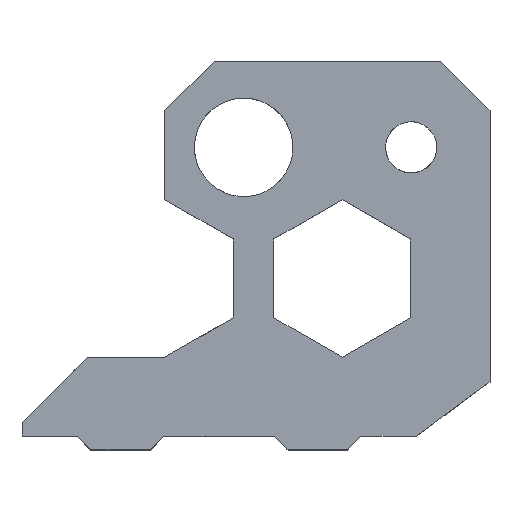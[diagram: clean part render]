
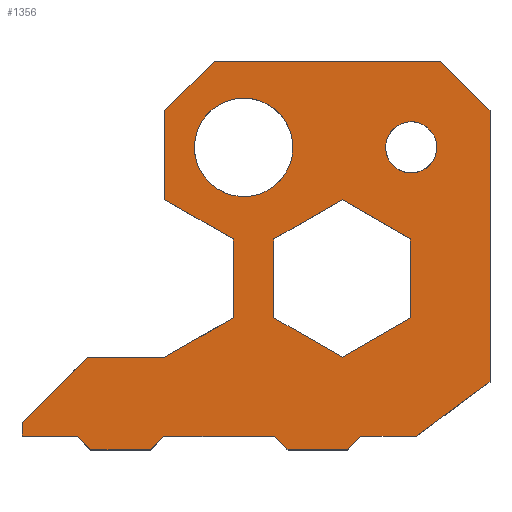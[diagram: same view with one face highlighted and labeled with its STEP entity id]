
A CAD part, top view. The second image highlights one B-rep face of the part: STEP entity #1356.
In plain terms, the highlighted planar face has unit normal (0, 0, 1).
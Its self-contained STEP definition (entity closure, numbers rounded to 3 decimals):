
#35=FACE_BOUND('',#150,.T.);
#36=FACE_BOUND('',#151,.T.);
#37=FACE_BOUND('',#152,.T.);
#49=CIRCLE('',#1429,2.6);
#50=CIRCLE('',#1430,5.);
#79=FACE_OUTER_BOUND('',#149,.T.);
#149=EDGE_LOOP('',(#914,#915,#916,#917,#918,#919,#920,#921,#922,#923,#924,
#925,#926,#927,#928,#929,#930,#931,#932,#933,#934));
#150=EDGE_LOOP('',(#935));
#151=EDGE_LOOP('',(#936,#937,#938,#939,#940,#941));
#152=EDGE_LOOP('',(#942));
#245=LINE('',#1931,#410);
#247=LINE('',#1935,#412);
#248=LINE('',#1937,#413);
#249=LINE('',#1939,#414);
#250=LINE('',#1941,#415);
#251=LINE('',#1943,#416);
#252=LINE('',#1945,#417);
#253=LINE('',#1947,#418);
#254=LINE('',#1949,#419);
#255=LINE('',#1951,#420);
#256=LINE('',#1953,#421);
#257=LINE('',#1955,#422);
#258=LINE('',#1957,#423);
#259=LINE('',#1959,#424);
#260=LINE('',#1961,#425);
#261=LINE('',#1963,#426);
#262=LINE('',#1965,#427);
#263=LINE('',#1967,#428);
#264=LINE('',#1969,#429);
#265=LINE('',#1971,#430);
#266=LINE('',#1972,#431);
#267=LINE('',#1977,#432);
#268=LINE('',#1979,#433);
#269=LINE('',#1981,#434);
#270=LINE('',#1983,#435);
#271=LINE('',#1985,#436);
#272=LINE('',#1986,#437);
#410=VECTOR('',#1551,10.);
#412=VECTOR('',#1555,10.);
#413=VECTOR('',#1556,10.);
#414=VECTOR('',#1557,10.);
#415=VECTOR('',#1558,10.);
#416=VECTOR('',#1559,10.);
#417=VECTOR('',#1560,10.);
#418=VECTOR('',#1561,10.);
#419=VECTOR('',#1562,10.);
#420=VECTOR('',#1563,10.);
#421=VECTOR('',#1564,10.);
#422=VECTOR('',#1565,10.);
#423=VECTOR('',#1566,10.);
#424=VECTOR('',#1567,10.);
#425=VECTOR('',#1568,10.);
#426=VECTOR('',#1569,10.);
#427=VECTOR('',#1570,10.);
#428=VECTOR('',#1571,10.);
#429=VECTOR('',#1572,10.);
#430=VECTOR('',#1573,10.);
#431=VECTOR('',#1574,10.);
#432=VECTOR('',#1577,10.);
#433=VECTOR('',#1578,10.);
#434=VECTOR('',#1579,10.);
#435=VECTOR('',#1580,10.);
#436=VECTOR('',#1581,10.);
#437=VECTOR('',#1582,10.);
#573=VERTEX_POINT('',#1928);
#574=VERTEX_POINT('',#1930);
#575=VERTEX_POINT('',#1934);
#576=VERTEX_POINT('',#1936);
#577=VERTEX_POINT('',#1938);
#578=VERTEX_POINT('',#1940);
#579=VERTEX_POINT('',#1942);
#580=VERTEX_POINT('',#1944);
#581=VERTEX_POINT('',#1946);
#582=VERTEX_POINT('',#1948);
#583=VERTEX_POINT('',#1950);
#584=VERTEX_POINT('',#1952);
#585=VERTEX_POINT('',#1954);
#586=VERTEX_POINT('',#1956);
#587=VERTEX_POINT('',#1958);
#588=VERTEX_POINT('',#1960);
#589=VERTEX_POINT('',#1962);
#590=VERTEX_POINT('',#1964);
#591=VERTEX_POINT('',#1966);
#592=VERTEX_POINT('',#1968);
#593=VERTEX_POINT('',#1970);
#594=VERTEX_POINT('',#1973);
#595=VERTEX_POINT('',#1975);
#596=VERTEX_POINT('',#1976);
#597=VERTEX_POINT('',#1978);
#598=VERTEX_POINT('',#1980);
#599=VERTEX_POINT('',#1982);
#600=VERTEX_POINT('',#1984);
#601=VERTEX_POINT('',#1987);
#709=EDGE_CURVE('',#574,#573,#245,.T.);
#711=EDGE_CURVE('',#573,#575,#247,.T.);
#712=EDGE_CURVE('',#575,#576,#248,.T.);
#713=EDGE_CURVE('',#576,#577,#249,.T.);
#714=EDGE_CURVE('',#577,#578,#250,.T.);
#715=EDGE_CURVE('',#579,#578,#251,.T.);
#716=EDGE_CURVE('',#580,#579,#252,.T.);
#717=EDGE_CURVE('',#581,#580,#253,.T.);
#718=EDGE_CURVE('',#582,#581,#254,.T.);
#719=EDGE_CURVE('',#582,#583,#255,.T.);
#720=EDGE_CURVE('',#583,#584,#256,.T.);
#721=EDGE_CURVE('',#584,#585,#257,.T.);
#722=EDGE_CURVE('',#585,#586,#258,.T.);
#723=EDGE_CURVE('',#586,#587,#259,.T.);
#724=EDGE_CURVE('',#587,#588,#260,.T.);
#725=EDGE_CURVE('',#588,#589,#261,.T.);
#726=EDGE_CURVE('',#589,#590,#262,.T.);
#727=EDGE_CURVE('',#590,#591,#263,.T.);
#728=EDGE_CURVE('',#591,#592,#264,.T.);
#729=EDGE_CURVE('',#592,#593,#265,.T.);
#730=EDGE_CURVE('',#593,#574,#266,.T.);
#731=EDGE_CURVE('',#594,#594,#49,.T.);
#732=EDGE_CURVE('',#595,#596,#267,.T.);
#733=EDGE_CURVE('',#597,#595,#268,.T.);
#734=EDGE_CURVE('',#598,#597,#269,.T.);
#735=EDGE_CURVE('',#599,#598,#270,.T.);
#736=EDGE_CURVE('',#600,#599,#271,.T.);
#737=EDGE_CURVE('',#596,#600,#272,.T.);
#738=EDGE_CURVE('',#601,#601,#50,.T.);
#914=ORIENTED_EDGE('',*,*,#709,.T.);
#915=ORIENTED_EDGE('',*,*,#711,.T.);
#916=ORIENTED_EDGE('',*,*,#712,.T.);
#917=ORIENTED_EDGE('',*,*,#713,.T.);
#918=ORIENTED_EDGE('',*,*,#714,.T.);
#919=ORIENTED_EDGE('',*,*,#715,.F.);
#920=ORIENTED_EDGE('',*,*,#716,.F.);
#921=ORIENTED_EDGE('',*,*,#717,.F.);
#922=ORIENTED_EDGE('',*,*,#718,.F.);
#923=ORIENTED_EDGE('',*,*,#719,.T.);
#924=ORIENTED_EDGE('',*,*,#720,.T.);
#925=ORIENTED_EDGE('',*,*,#721,.T.);
#926=ORIENTED_EDGE('',*,*,#722,.T.);
#927=ORIENTED_EDGE('',*,*,#723,.T.);
#928=ORIENTED_EDGE('',*,*,#724,.T.);
#929=ORIENTED_EDGE('',*,*,#725,.T.);
#930=ORIENTED_EDGE('',*,*,#726,.T.);
#931=ORIENTED_EDGE('',*,*,#727,.T.);
#932=ORIENTED_EDGE('',*,*,#728,.T.);
#933=ORIENTED_EDGE('',*,*,#729,.T.);
#934=ORIENTED_EDGE('',*,*,#730,.T.);
#935=ORIENTED_EDGE('',*,*,#731,.T.);
#936=ORIENTED_EDGE('',*,*,#732,.F.);
#937=ORIENTED_EDGE('',*,*,#733,.F.);
#938=ORIENTED_EDGE('',*,*,#734,.F.);
#939=ORIENTED_EDGE('',*,*,#735,.F.);
#940=ORIENTED_EDGE('',*,*,#736,.F.);
#941=ORIENTED_EDGE('',*,*,#737,.F.);
#942=ORIENTED_EDGE('',*,*,#738,.F.);
#1297=PLANE('',#1428);
#1356=ADVANCED_FACE('',(#79,#35,#36,#37),#1297,.T.);
#1428=AXIS2_PLACEMENT_3D('',#1933,#1553,#1554);
#1429=AXIS2_PLACEMENT_3D('',#1974,#1575,#1576);
#1430=AXIS2_PLACEMENT_3D('',#1988,#1583,#1584);
#1551=DIRECTION('',(0.806,0.591,0.));
#1553=DIRECTION('center_axis',(0.,0.,1.));
#1554=DIRECTION('ref_axis',(1.,0.,0.));
#1555=DIRECTION('',(0.,1.,0.));
#1556=DIRECTION('',(-0.707,0.707,0.));
#1557=DIRECTION('',(-1.,0.,0.));
#1558=DIRECTION('',(-0.707,-0.707,0.));
#1559=DIRECTION('',(0.,1.,0.));
#1560=DIRECTION('',(-0.866,0.5,0.));
#1561=DIRECTION('',(0.,1.,0.));
#1562=DIRECTION('',(0.866,0.5,0.));
#1563=DIRECTION('',(-1.,0.,0.));
#1564=DIRECTION('',(-0.707,-0.707,0.));
#1565=DIRECTION('',(0.,-1.,0.));
#1566=DIRECTION('',(1.,0.,0.));
#1567=DIRECTION('',(0.707,-0.707,0.));
#1568=DIRECTION('',(1.,0.,0.));
#1569=DIRECTION('',(0.707,0.707,0.));
#1570=DIRECTION('',(1.,0.,0.));
#1571=DIRECTION('',(0.707,-0.707,0.));
#1572=DIRECTION('',(1.,0.,0.));
#1573=DIRECTION('',(0.707,0.707,0.));
#1574=DIRECTION('',(1.,0.,0.));
#1575=DIRECTION('center_axis',(0.,0.,-1.));
#1576=DIRECTION('ref_axis',(1.,0.,0.));
#1577=DIRECTION('',(-0.866,0.5,0.));
#1578=DIRECTION('',(0.,1.,0.));
#1579=DIRECTION('',(0.866,0.5,0.));
#1580=DIRECTION('',(0.866,-0.5,0.));
#1581=DIRECTION('',(0.,-1.,0.));
#1582=DIRECTION('',(-0.866,-0.5,0.));
#1583=DIRECTION('center_axis',(0.,0.,1.));
#1584=DIRECTION('ref_axis',(1.,0.,0.));
#1928=CARTESIAN_POINT('',(47.5,5.5,0.));
#1930=CARTESIAN_POINT('',(40.,0.,0.));
#1931=CARTESIAN_POINT('',(44.433,3.251,0.));
#1933=CARTESIAN_POINT('Origin',(31.,23.,0.));
#1934=CARTESIAN_POINT('',(47.5,33.,0.));
#1935=CARTESIAN_POINT('',(47.5,0.,0.));
#1936=CARTESIAN_POINT('',(42.5,38.,0.));
#1937=CARTESIAN_POINT('',(44.625,35.875,0.));
#1938=CARTESIAN_POINT('',(19.5,38.,0.));
#1939=CARTESIAN_POINT('',(47.5,38.,0.));
#1940=CARTESIAN_POINT('',(14.5,33.,0.));
#1941=CARTESIAN_POINT('',(17.375,35.875,0.));
#1942=CARTESIAN_POINT('',(14.5,24.,0.));
#1943=CARTESIAN_POINT('',(14.5,8.,0.));
#1944=CARTESIAN_POINT('',(21.428,20.,0.));
#1945=CARTESIAN_POINT('',(24.368,18.303,0.));
#1946=CARTESIAN_POINT('',(21.428,12.,0.));
#1947=CARTESIAN_POINT('',(21.428,17.5,0.));
#1948=CARTESIAN_POINT('',(14.5,8.,0.));
#1949=CARTESIAN_POINT('',(23.935,13.447,0.));
#1950=CARTESIAN_POINT('',(6.65,8.,0.));
#1951=CARTESIAN_POINT('',(43.49,8.,0.));
#1952=CARTESIAN_POINT('',(0.,1.35,0.));
#1953=CARTESIAN_POINT('',(14.825,16.175,0.));
#1954=CARTESIAN_POINT('',(0.,0.,0.));
#1955=CARTESIAN_POINT('',(0.,38.,0.));
#1956=CARTESIAN_POINT('',(5.6,0.,0.));
#1957=CARTESIAN_POINT('',(0.,0.,0.));
#1958=CARTESIAN_POINT('',(7.,-1.4,0.));
#1959=CARTESIAN_POINT('',(5.6,0.,0.));
#1960=CARTESIAN_POINT('',(13.,-1.4,0.));
#1961=CARTESIAN_POINT('',(7.,-1.4,0.));
#1962=CARTESIAN_POINT('',(14.4,0.,0.));
#1963=CARTESIAN_POINT('',(13.,-1.4,0.));
#1964=CARTESIAN_POINT('',(25.6,0.,0.));
#1965=CARTESIAN_POINT('',(0.,0.,0.));
#1966=CARTESIAN_POINT('',(27.,-1.4,0.));
#1967=CARTESIAN_POINT('',(25.6,0.,0.));
#1968=CARTESIAN_POINT('',(33.,-1.4,0.));
#1969=CARTESIAN_POINT('',(27.,-1.4,0.));
#1970=CARTESIAN_POINT('',(34.4,0.,0.));
#1971=CARTESIAN_POINT('',(33.,-1.4,0.));
#1972=CARTESIAN_POINT('',(0.,0.,0.));
#1973=CARTESIAN_POINT('',(37.1,28.3,0.));
#1974=CARTESIAN_POINT('Origin',(39.5,29.3,0.));
#1975=CARTESIAN_POINT('',(39.428,20.,0.));
#1976=CARTESIAN_POINT('',(32.5,24.,0.));
#1977=CARTESIAN_POINT('',(35.618,22.2,0.));
#1978=CARTESIAN_POINT('',(39.428,12.,0.));
#1979=CARTESIAN_POINT('',(39.428,17.5,0.));
#1980=CARTESIAN_POINT('',(32.5,8.,0.));
#1981=CARTESIAN_POINT('',(35.185,9.55,0.));
#1982=CARTESIAN_POINT('',(25.572,12.,0.));
#1983=CARTESIAN_POINT('',(25.226,12.2,0.));
#1984=CARTESIAN_POINT('',(25.572,20.,0.));
#1985=CARTESIAN_POINT('',(25.572,21.5,0.));
#1986=CARTESIAN_POINT('',(31.721,23.55,0.));
#1987=CARTESIAN_POINT('',(27.399,28.3,0.));
#1988=CARTESIAN_POINT('Origin',(22.5,29.3,0.));
